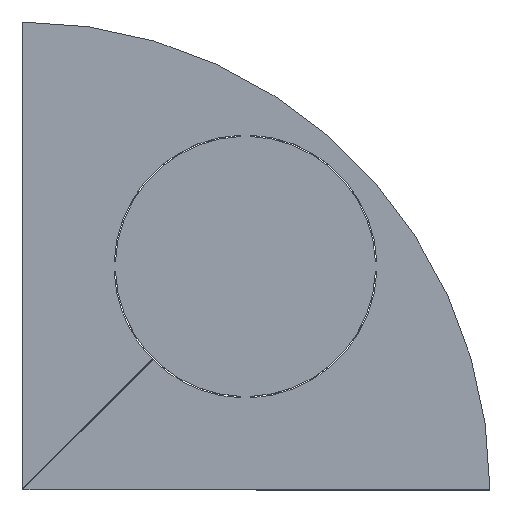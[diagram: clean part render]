
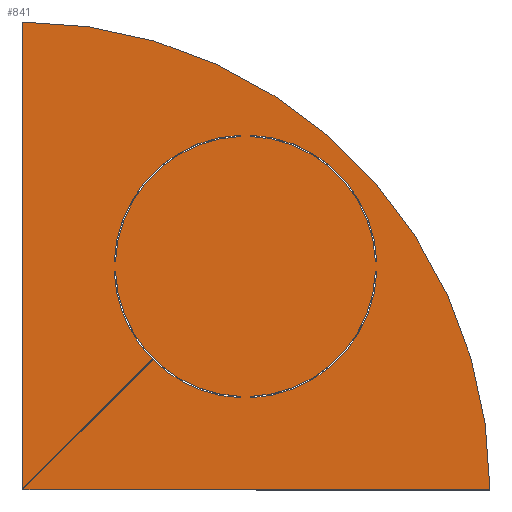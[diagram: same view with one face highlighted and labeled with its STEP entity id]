
A CAD part, top view. The second image highlights one B-rep face of the part: STEP entity #841.
In plain terms, the highlighted planar face has unit normal (0, 0, 1).
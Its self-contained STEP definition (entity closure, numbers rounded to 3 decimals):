
#83=CARTESIAN_POINT('',(134.46,87.,25.0));
#84=VERTEX_POINT('',#83);
#91=CARTESIAN_POINT('',(134.96,87.,25.0));
#92=VERTEX_POINT('',#91);
#93=CARTESIAN_POINT('',(134.96,87.,25.0));
#94=DIRECTION('',(-1.0,0.0,0.0));
#95=VECTOR('',#94,0.5);
#96=LINE('',#93,#95);
#97=EDGE_CURVE('',#92,#84,#96,.T.);
#123=CARTESIAN_POINT('',(83.,35.04,25.0));
#124=VERTEX_POINT('',#123);
#131=CARTESIAN_POINT('',(83.,35.54,25.0));
#132=VERTEX_POINT('',#131);
#133=CARTESIAN_POINT('',(83.,35.54,25.0));
#134=DIRECTION('',(0.0,-1.0,0.0));
#135=VECTOR('',#134,0.5);
#136=LINE('',#133,#135);
#137=EDGE_CURVE('',#132,#124,#136,.T.);
#163=CARTESIAN_POINT('',(83.,134.46,25.0));
#164=VERTEX_POINT('',#163);
#171=CARTESIAN_POINT('',(83.,134.96,25.0));
#172=VERTEX_POINT('',#171);
#173=CARTESIAN_POINT('',(83.,134.96,25.0));
#174=DIRECTION('',(0.0,-1.0,0.0));
#175=VECTOR('',#174,0.5);
#176=LINE('',#173,#175);
#177=EDGE_CURVE('',#172,#164,#176,.T.);
#203=CARTESIAN_POINT('',(134.96,83.,25.0));
#204=VERTEX_POINT('',#203);
#211=CARTESIAN_POINT('',(134.46,83.,25.0));
#212=VERTEX_POINT('',#211);
#213=CARTESIAN_POINT('',(134.46,83.,25.0));
#214=DIRECTION('',(1.0,0.0,0.0));
#215=VECTOR('',#214,0.5);
#216=LINE('',#213,#215);
#217=EDGE_CURVE('',#212,#204,#216,.T.);
#243=CARTESIAN_POINT('',(35.54,83.,25.0));
#244=VERTEX_POINT('',#243);
#251=CARTESIAN_POINT('',(35.04,83.,25.0));
#252=VERTEX_POINT('',#251);
#253=CARTESIAN_POINT('',(35.04,83.,25.0));
#254=DIRECTION('',(1.0,0.0,0.0));
#255=VECTOR('',#254,0.5);
#256=LINE('',#253,#255);
#257=EDGE_CURVE('',#252,#244,#256,.T.);
#283=CARTESIAN_POINT('',(87.,134.96,25.0));
#284=VERTEX_POINT('',#283);
#291=CARTESIAN_POINT('',(87.,134.46,25.0));
#292=VERTEX_POINT('',#291);
#293=CARTESIAN_POINT('',(87.,134.46,25.0));
#294=DIRECTION('',(0.0,1.0,0.0));
#295=VECTOR('',#294,0.5);
#296=LINE('',#293,#295);
#297=EDGE_CURVE('',#292,#284,#296,.T.);
#323=CARTESIAN_POINT('',(87.,35.54,25.0));
#324=VERTEX_POINT('',#323);
#331=CARTESIAN_POINT('',(87.,35.04,25.0));
#332=VERTEX_POINT('',#331);
#333=CARTESIAN_POINT('',(87.,35.04,25.0));
#334=DIRECTION('',(0.0,1.0,0.0));
#335=VECTOR('',#334,0.5);
#336=LINE('',#333,#335);
#337=EDGE_CURVE('',#332,#324,#336,.T.);
#363=CARTESIAN_POINT('',(35.04,87.,25.0));
#364=VERTEX_POINT('',#363);
#371=CARTESIAN_POINT('',(35.54,87.,25.0));
#372=VERTEX_POINT('',#371);
#373=CARTESIAN_POINT('',(35.54,87.,25.0));
#374=DIRECTION('',(-1.0,0.0,0.0));
#375=VECTOR('',#374,0.5);
#376=LINE('',#373,#375);
#377=EDGE_CURVE('',#372,#364,#376,.T.);
#394=CARTESIAN_POINT('',(49.468,49.822,25.0));
#395=VERTEX_POINT('',#394);
#396=CARTESIAN_POINT('',(85.0,85.,25.0));
#397=DIRECTION('',(0.0,0.0,-1.0));
#398=DIRECTION('',(-0.704,-0.711,0.0));
#399=AXIS2_PLACEMENT_3D('',#396,#397,#398);
#400=CIRCLE('',#399,50.);
#401=EDGE_CURVE('',#395,#252,#400,.T.);
#435=CARTESIAN_POINT('',(85.0,85.,25.0));
#436=DIRECTION('',(0.0,0.0,-1.0));
#437=DIRECTION('',(-0.704,-0.711,0.0));
#438=AXIS2_PLACEMENT_3D('',#435,#436,#437);
#439=CIRCLE('',#438,50.);
#440=EDGE_CURVE('',#364,#172,#439,.T.);
#460=CARTESIAN_POINT('',(49.822,49.468,25.0));
#461=VERTEX_POINT('',#460);
#468=CARTESIAN_POINT('',(85.0,85.,25.0));
#469=DIRECTION('',(0.0,0.0,-1.0));
#470=DIRECTION('',(-0.704,-0.711,0.0));
#471=AXIS2_PLACEMENT_3D('',#468,#469,#470);
#472=CIRCLE('',#471,50.);
#473=EDGE_CURVE('',#124,#461,#472,.T.);
#484=CARTESIAN_POINT('',(85.0,85.,25.0));
#485=DIRECTION('',(0.0,0.0,-1.0));
#486=DIRECTION('',(-0.704,-0.711,0.0));
#487=AXIS2_PLACEMENT_3D('',#484,#485,#486);
#488=CIRCLE('',#487,50.);
#489=EDGE_CURVE('',#284,#92,#488,.T.);
#516=CARTESIAN_POINT('',(85.0,85.,25.0));
#517=DIRECTION('',(0.0,0.0,-1.0));
#518=DIRECTION('',(-0.704,-0.711,0.0));
#519=AXIS2_PLACEMENT_3D('',#516,#517,#518);
#520=CIRCLE('',#519,50.);
#521=EDGE_CURVE('',#204,#332,#520,.T.);
#533=CARTESIAN_POINT('',(0.,0.354,25.0));
#534=VERTEX_POINT('',#533);
#541=CARTESIAN_POINT('',(0.0,178.0,25.0));
#542=VERTEX_POINT('',#541);
#543=CARTESIAN_POINT('',(0.0,0.354,25.0));
#544=DIRECTION('',(0.0,1.0,0.0));
#545=VECTOR('',#544,177.646);
#546=LINE('',#543,#545);
#547=EDGE_CURVE('',#534,#542,#546,.T.);
#571=CARTESIAN_POINT('',(178.0,0.0,25.0));
#572=VERTEX_POINT('',#571);
#573=CARTESIAN_POINT('',(0.0,0.0,25.0));
#574=DIRECTION('',(0.0,0.0,-1.0));
#575=DIRECTION('',(0.707,0.707,0.0));
#576=AXIS2_PLACEMENT_3D('',#573,#574,#575);
#577=CIRCLE('',#576,178.);
#578=EDGE_CURVE('',#542,#572,#577,.T.);
#604=CARTESIAN_POINT('',(0.354,0.,25.0));
#605=VERTEX_POINT('',#604);
#621=CARTESIAN_POINT('',(178.0,0.0,25.0));
#622=DIRECTION('',(-1.0,0.0,0.0));
#623=VECTOR('',#622,177.646);
#624=LINE('',#621,#623);
#625=EDGE_CURVE('',#572,#605,#624,.T.);
#635=CARTESIAN_POINT('',(0.,0.354,25.0));
#636=DIRECTION('',(0.707,0.707,0.0));
#637=VECTOR('',#636,69.959);
#638=LINE('',#635,#637);
#639=EDGE_CURVE('',#534,#395,#638,.T.);
#657=CARTESIAN_POINT('',(49.822,49.468,25.0));
#658=DIRECTION('',(-0.707,-0.707,0.0));
#659=VECTOR('',#658,69.959);
#660=LINE('',#657,#659);
#661=EDGE_CURVE('',#461,#605,#660,.T.);
#688=CARTESIAN_POINT('',(85.0,85.,25.0));
#689=DIRECTION('',(0.0,0.0,1.0));
#690=DIRECTION('',(-1.0,0.0,0.0));
#691=AXIS2_PLACEMENT_3D('',#688,#689,#690);
#692=CIRCLE('',#691,49.5);
#693=EDGE_CURVE('',#244,#132,#692,.T.);
#704=CARTESIAN_POINT('',(85.0,85.,25.0));
#705=DIRECTION('',(0.0,0.0,1.0));
#706=DIRECTION('',(-1.0,0.0,0.0));
#707=AXIS2_PLACEMENT_3D('',#704,#705,#706);
#708=CIRCLE('',#707,49.5);
#709=EDGE_CURVE('',#324,#212,#708,.T.);
#736=CARTESIAN_POINT('',(85.0,85.,25.0));
#737=DIRECTION('',(0.0,0.0,1.0));
#738=DIRECTION('',(-1.0,0.0,0.0));
#739=AXIS2_PLACEMENT_3D('',#736,#737,#738);
#740=CIRCLE('',#739,49.5);
#741=EDGE_CURVE('',#164,#372,#740,.T.);
#760=CARTESIAN_POINT('',(85.0,85.,25.0));
#761=DIRECTION('',(0.0,0.0,1.0));
#762=DIRECTION('',(-1.0,0.0,0.0));
#763=AXIS2_PLACEMENT_3D('',#760,#761,#762);
#764=CIRCLE('',#763,49.5);
#765=EDGE_CURVE('',#84,#292,#764,.T.);
#806=CARTESIAN_POINT('',(89.,89.,25.0));
#807=DIRECTION('',(0.0,0.0,1.0));
#808=DIRECTION('',(1.0,0.0,0.0));
#809=AXIS2_PLACEMENT_3D('',#806,#807,#808);
#810=PLANE('',#809);
#811=ORIENTED_EDGE('',*,*,#693,.T.);
#812=ORIENTED_EDGE('',*,*,#137,.T.);
#813=ORIENTED_EDGE('',*,*,#473,.T.);
#814=ORIENTED_EDGE('',*,*,#661,.T.);
#815=ORIENTED_EDGE('',*,*,#625,.F.);
#816=ORIENTED_EDGE('',*,*,#578,.F.);
#817=ORIENTED_EDGE('',*,*,#547,.F.);
#818=ORIENTED_EDGE('',*,*,#639,.T.);
#819=ORIENTED_EDGE('',*,*,#401,.T.);
#820=ORIENTED_EDGE('',*,*,#257,.T.);
#821=EDGE_LOOP('',(#811,#812,#813,#814,#815,#816,#817,#818,#819,#820));
#822=FACE_OUTER_BOUND('',#821,.T.);
#823=ORIENTED_EDGE('',*,*,#741,.T.);
#824=ORIENTED_EDGE('',*,*,#377,.T.);
#825=ORIENTED_EDGE('',*,*,#440,.T.);
#826=ORIENTED_EDGE('',*,*,#177,.T.);
#827=EDGE_LOOP('',(#823,#824,#825,#826));
#828=FACE_BOUND('',#827,.T.);
#829=ORIENTED_EDGE('',*,*,#297,.T.);
#830=ORIENTED_EDGE('',*,*,#489,.T.);
#831=ORIENTED_EDGE('',*,*,#97,.T.);
#832=ORIENTED_EDGE('',*,*,#765,.T.);
#833=EDGE_LOOP('',(#829,#830,#831,#832));
#834=FACE_BOUND('',#833,.T.);
#835=ORIENTED_EDGE('',*,*,#217,.T.);
#836=ORIENTED_EDGE('',*,*,#521,.T.);
#837=ORIENTED_EDGE('',*,*,#337,.T.);
#838=ORIENTED_EDGE('',*,*,#709,.T.);
#839=EDGE_LOOP('',(#835,#836,#837,#838));
#840=FACE_BOUND('',#839,.T.);
#841=ADVANCED_FACE('',(#822,#828,#834,#840),#810,.T.);
